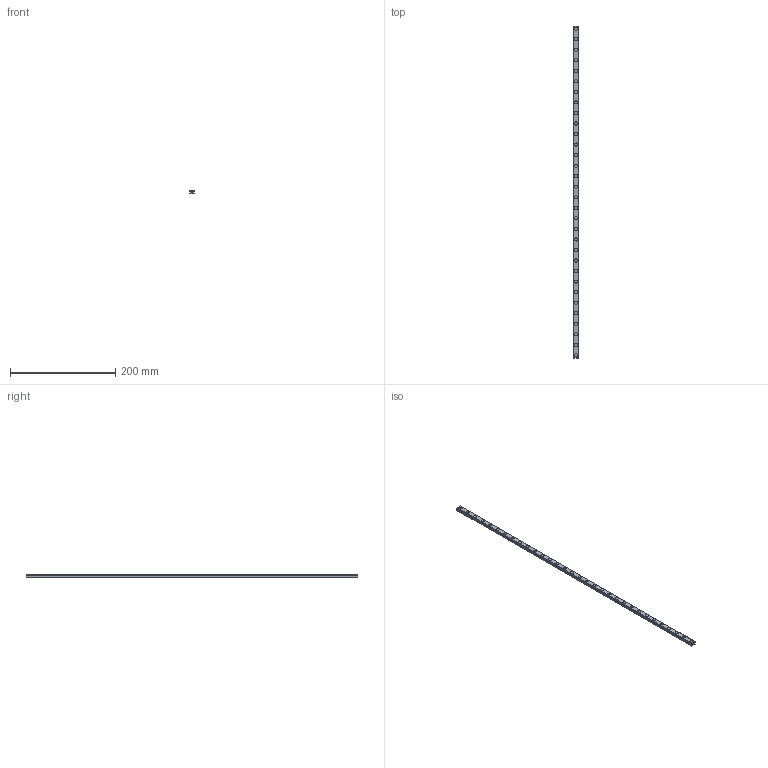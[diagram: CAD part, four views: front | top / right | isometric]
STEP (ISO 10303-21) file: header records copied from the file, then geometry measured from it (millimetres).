
FILE_DESCRIPTION(('STEP AP214'),'1');
FILE_NAME('cctmp_1A0045DF-3E99-4C0B-BD3B-6342DCA90D18_2021_02_18_14_13_06_0537..stp','2021-02-18T13:13:06',('HIWIN GmbH'),('CADClick - www.CADClick.com'),'Spatial InterOp 3D',' ','unknown authorization');
FILE_SCHEMA(('AUTOMOTIVE_DESIGN'));
Length unit declared in the file: millimetre
Products named in the file (1): MGNR09R630CM_FILE
Bounding box: 9 x 630 x 6.5 mm (x, y, z)
Volume: 31111.3 mm3; surface area: 25603.3 mm2
Topology: 1 solids, 1 shells, 383 faces, 843 edges, 562 vertices
Faces by surface type: cylinder 208, plane 175
Entity records: 13801 total; most frequent: DIRECTION 2027, CARTESIAN_POINT 1789, ORIENTED_EDGE 1686, EDGE_CURVE 843, AXIS2_PLACEMENT_3D 800, VERTEX_POINT 562, EDGE_LOOP 483, LINE 427
